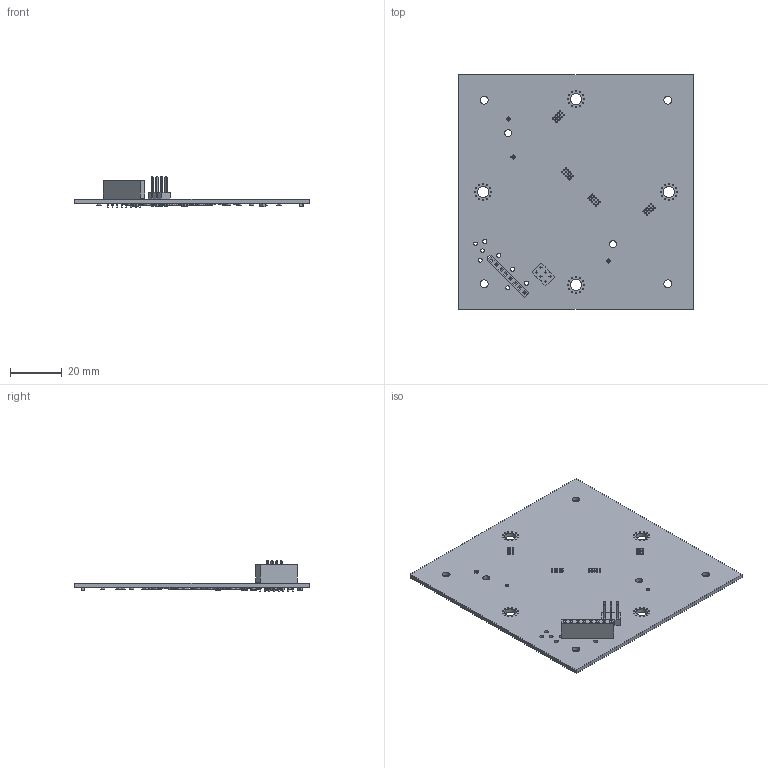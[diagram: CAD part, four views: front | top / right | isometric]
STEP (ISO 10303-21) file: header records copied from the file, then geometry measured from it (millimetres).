
FILE_DESCRIPTION(('KiCad electronic assembly'),'2;1');
FILE_NAME('QFHMIX01E.step','2022-08-10T10:07:23',('Pcbnew'),('Kicad'), 'Open CASCADE STEP processor 7.5','KiCad to STEP converter','Unknown' );
FILE_SCHEMA(('AUTOMOTIVE_DESIGN { 1 0 10303 214 1 1 1 1 }'));
Length unit declared in the file: millimetre
Products named in the file (14): QFHMIX01E 1; PinSocket_1x08_P2.54mm_Vertical; SOLID; PinHeader_2x03_P2.54mm_Vertical; R_0603_1608Metric; C_0603_1608Metric; C_0805_2012Metric; TSSOP-14_4.4x5mm_P0.65mm; tmp4fpfhxf4 PCB
Assembly tree (108 placements, depth 3):
  QFHMIX01E 1
    PinSocket_1x08_P2.54mm_Vertical
      SOLID
    PinHeader_2x03_P2.54mm_Vertical
      SOLID
    R_0603_1608Metric  x37
      SOLID
    C_0603_1608Metric  x53
      SOLID
    C_0805_2012Metric  x7
      SOLID
    TSSOP-14_4.4x5mm_P0.65mm  x2
      SOLID
    tmp4fpfhxf4 PCB
Bounding box: 90.93 x 90.93 x 11.64 mm (x, y, z)
Volume: 13577.6 mm3; surface area: 19031.1 mm2
Topology: 102 solids, 102 shells, 3693 faces, 9605 edges, 6274 vertices
Faces by surface type: bspline 3522, cylinder 165, plane 6
Full cylindrical faces by diameter (mm): 0.3 x27, 0.4 x48, 0.5 x60, 0.889 x6, 1.4 x8, 1.6 x6, 2.7 x2, 3 x4, 4.45 x4
Entity records: 59088 total; most frequent: CARTESIAN_POINT 18245, B_SPLINE_CURVE_WITH_KNOTS 5119, ORIENTED_EDGE 4664, PCURVE 4664, DEFINITIONAL_REPRESENTATION 4664, DIRECTION 2411, EDGE_CURVE 2332, SURFACE_CURVE 2166
